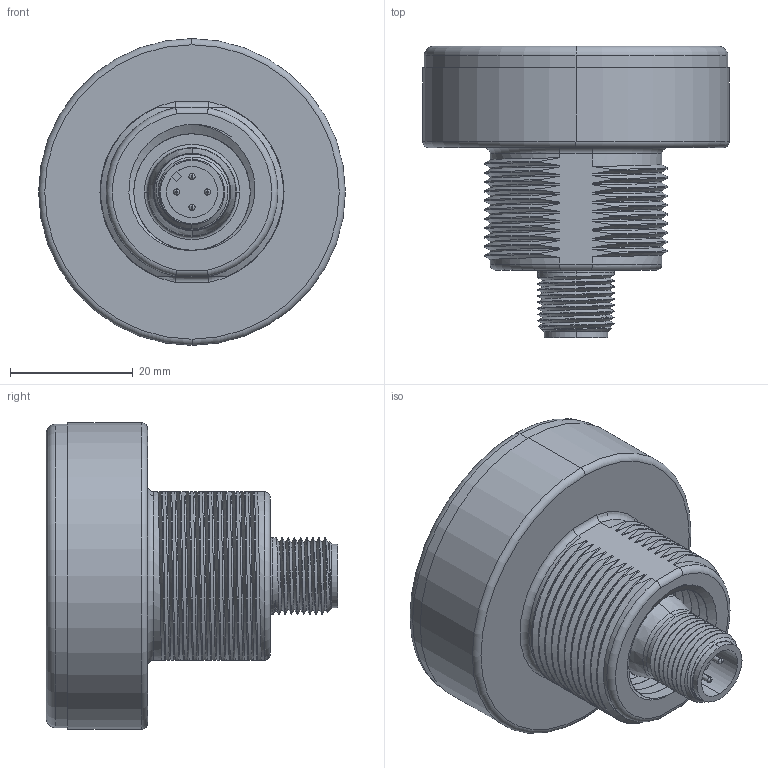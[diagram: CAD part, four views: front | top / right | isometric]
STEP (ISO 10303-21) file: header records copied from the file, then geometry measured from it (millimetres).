
FILE_DESCRIPTION((''),'2;1');
FILE_NAME('151343_SW','2010-03-25T',('banengservice'),('BANNER ENGINEERING'),'PRO/ENGINEER BY PARAMETRIC TECHNOLOGY CORPORATION, 2009141','PRO/ENGINEER BY PARAMETRIC TECHNOLOGY CORPORATION, 2009141','');
FILE_SCHEMA(('CONFIG_CONTROL_DESIGN'));
Length unit declared in the file: inch
Products named in the file (1): 151343_SW
Bounding box: 50 x 47.5 x 50 mm (x, y, z)
Volume: 44061.2 mm3; surface area: 11594.4 mm2
Topology: 1 solids, 2 shells, 200 faces, 523 edges, 336 vertices
Faces by surface type: bspline 83, cylinder 75, plane 20, torus 16, cone 6
Entity records: 16570 total; most frequent: CARTESIAN_POINT 12265, ORIENTED_EDGE 1046, DIRECTION 618, EDGE_CURVE 523, VERTEX_POINT 336, B_SPLINE_CURVE_WITH_KNOTS 245, AXIS2_PLACEMENT_3D 223, EDGE_LOOP 211
